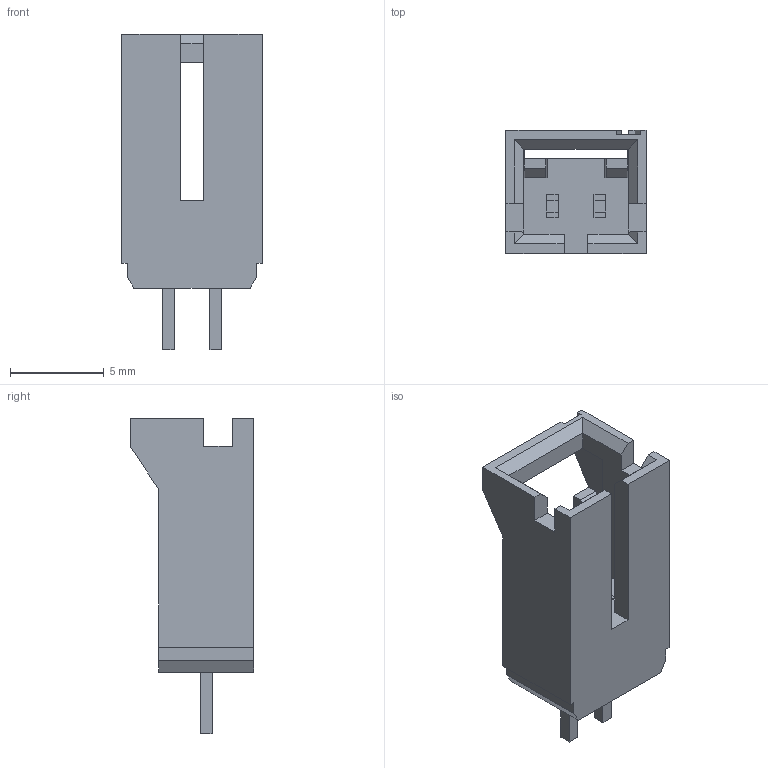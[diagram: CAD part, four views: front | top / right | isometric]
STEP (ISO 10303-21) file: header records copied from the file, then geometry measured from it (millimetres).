
FILE_DESCRIPTION((''),'2;1');
FILE_NAME('C-5-104363-1','2020-10-23T05:16:23',('workeradm'),('TE Connectivity Ltd.'),'CREO PARAMETRIC BY PTC INC, 2019292','CREO PARAMETRIC BY PTC INC, 2019292','');
FILE_SCHEMA(('AUTOMOTIVE_DESIGN { 1 0 10303 214 1 1 1 1 }'));
Length unit declared in the file: millimetre
Products named in the file (1): C-5-104363-1
Bounding box: 7.49 x 6.6 x 16.89 mm (x, y, z)
Volume: 328.5 mm3; surface area: 589.2 mm2
Topology: 1 solids, 1 shells, 84 faces, 229 edges, 149 vertices
Faces by surface type: plane 82, cylinder 2
Entity records: 2803 total; most frequent: CARTESIAN_POINT 464, ORIENTED_EDGE 458, DIRECTION 401, EDGE_CURVE 229, VECTOR 225, LINE 225, VERTEX_POINT 149, AXIS2_PLACEMENT_3D 88
